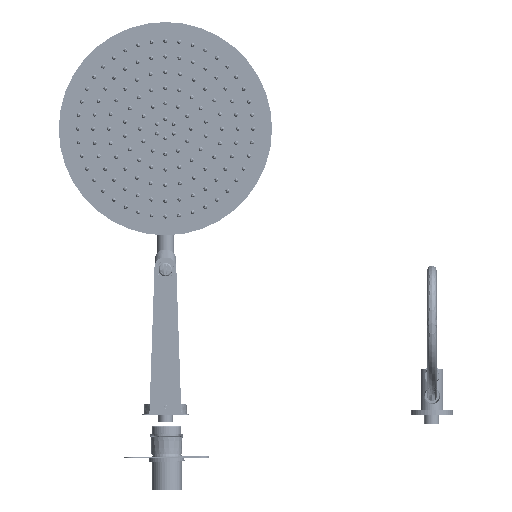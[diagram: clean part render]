
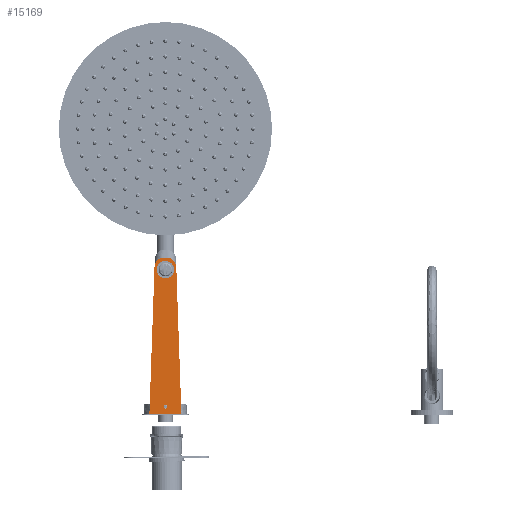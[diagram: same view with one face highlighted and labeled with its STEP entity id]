
A CAD part, front view. The second image highlights one B-rep face of the part: STEP entity #15169.
In plain terms, the highlighted planar face has unit normal (0, -1, 0).
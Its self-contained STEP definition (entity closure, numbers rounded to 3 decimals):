
#3120 = DIRECTION ( 'NONE',  ( 1., 0., 0. ) ) ;
#6117 = VERTEX_POINT ( 'NONE', #74529 ) ;
#7676 = ORIENTED_EDGE ( 'NONE', *, *, #20221, .F. ) ;
#12868 = EDGE_LOOP ( 'NONE', ( #225165, #94757 ) ) ;
#13524 = LINE ( 'NONE', #132738, #253285 ) ;
#13877 = VECTOR ( 'NONE', #40091, 1000. ) ;
#15169 = ADVANCED_FACE ( 'NONE', ( #216958, #199516, #36179 ), #115195, .T. ) ;
#16748 = CARTESIAN_POINT ( 'NONE',  ( 15.034, -448.893, 403.563 ) ) ;
#18316 = CIRCLE ( 'NONE', #253398, 12.25 ) ;
#18894 = EDGE_CURVE ( 'NONE', #105365, #258916, #34749, .T. ) ;
#20191 = VERTEX_POINT ( 'NONE', #105405 ) ;
#20221 = EDGE_CURVE ( 'NONE', #6117, #212941, #208485, .T. ) ;
#21353 = CIRCLE ( 'NONE', #222220, 2.6 ) ;
#28819 = CARTESIAN_POINT ( 'NONE',  ( 2.6, -448.893, 199.614 ) ) ;
#29018 = ORIENTED_EDGE ( 'NONE', *, *, #100893, .T. ) ;
#29407 = CARTESIAN_POINT ( 'NONE',  ( 0., -448.893, 199.614 ) ) ;
#34749 = CIRCLE ( 'NONE', #120170, 12.25 ) ;
#35167 = DIRECTION ( 'NONE',  ( 0., -1., 0. ) ) ;
#36179 = FACE_OUTER_BOUND ( 'NONE', #76131, .T. ) ;
#40091 = DIRECTION ( 'NONE',  ( -0.035, 0., 0.999 ) ) ;
#42231 = AXIS2_PLACEMENT_3D ( 'NONE', #96439, #262399, #117824 ) ;
#45907 = DIRECTION ( 'NONE',  ( 0.035, 0., 0.999 ) ) ;
#47865 = EDGE_CURVE ( 'NONE', #92370, #75881, #249404, .T. ) ;
#50250 = ORIENTED_EDGE ( 'NONE', *, *, #47865, .F. ) ;
#56572 = DIRECTION ( 'NONE',  ( 1., 0., 0. ) ) ;
#59155 = EDGE_CURVE ( 'NONE', #92370, #59858, #13524, .T. ) ;
#59858 = VERTEX_POINT ( 'NONE', #252623 ) ;
#63781 = AXIS2_PLACEMENT_3D ( 'NONE', #29407, #96291, #195409 ) ;
#74529 = CARTESIAN_POINT ( 'NONE',  ( -2.632, -448.893, 409.089 ) ) ;
#75881 = VERTEX_POINT ( 'NONE', #241325 ) ;
#76131 = EDGE_LOOP ( 'NONE', ( #232481, #29018, #184998, #7676, #120019, #50250 ) ) ;
#84778 = CARTESIAN_POINT ( 'NONE',  ( -22.5, -448.893, 189.767 ) ) ;
#85408 = CARTESIAN_POINT ( 'NONE',  ( -15.034, -448.893, 403.563 ) ) ;
#92370 = VERTEX_POINT ( 'NONE', #222147 ) ;
#94757 = ORIENTED_EDGE ( 'NONE', *, *, #163552, .T. ) ;
#95967 = VERTEX_POINT ( 'NONE', #28819 ) ;
#96291 = DIRECTION ( 'NONE',  ( 0., 1., 0. ) ) ;
#96439 = CARTESIAN_POINT ( 'NONE',  ( 22.5, -448.893, 189.767 ) ) ;
#98475 = CARTESIAN_POINT ( 'NONE',  ( 9.83, -448.893, 409.089 ) ) ;
#98944 = DIRECTION ( 'NONE',  ( 0., -1., 0. ) ) ;
#100893 = EDGE_CURVE ( 'NONE', #59858, #117673, #141821, .T. ) ;
#102780 = DIRECTION ( 'NONE',  ( 1., 0., 0. ) ) ;
#105365 = VERTEX_POINT ( 'NONE', #264480 ) ;
#105405 = CARTESIAN_POINT ( 'NONE',  ( -2.6, -448.893, 199.614 ) ) ;
#107928 = VECTOR ( 'NONE', #102780, 1000. ) ;
#110854 = CARTESIAN_POINT ( 'NONE',  ( -12.25, -448.893, 392.29 ) ) ;
#111466 = EDGE_CURVE ( 'NONE', #258916, #105365, #18316, .T. ) ;
#115195 = PLANE ( 'NONE',  #42231 ) ;
#117673 = VERTEX_POINT ( 'NONE', #198271 ) ;
#117824 = DIRECTION ( 'NONE',  ( 1., 0., 0. ) ) ;
#118511 = CARTESIAN_POINT ( 'NONE',  ( 15.311, -448.893, 395.626 ) ) ;
#120019 = ORIENTED_EDGE ( 'NONE', *, *, #162777, .T. ) ;
#120170 = AXIS2_PLACEMENT_3D ( 'NONE', #218565, #35167, #56572 ) ;
#124165 = CARTESIAN_POINT ( 'NONE',  ( 22.5, -448.893, 409.089 ) ) ;
#127480 = VECTOR ( 'NONE', #45907, 1000. ) ;
#132738 = CARTESIAN_POINT ( 'NONE',  ( -22.5, -448.893, 189.767 ) ) ;
#138980 = CARTESIAN_POINT ( 'NONE',  ( 2.632, -448.893, 409.089 ) ) ;
#138999 = EDGE_LOOP ( 'NONE', ( #217167, #155819 ) ) ;
#141821 = LINE ( 'NONE', #145755, #13877 ) ;
#143024 = CARTESIAN_POINT ( 'NONE',  ( -9.83, -448.893, 409.089 ) ) ;
#145755 = CARTESIAN_POINT ( 'NONE',  ( 22.5, -448.893, 189.767 ) ) ;
#155819 = ORIENTED_EDGE ( 'NONE', *, *, #18894, .F. ) ;
#162777 = EDGE_CURVE ( 'NONE', #6117, #75881, #211273, .T. ) ;
#163552 = EDGE_CURVE ( 'NONE', #20191, #95967, #187804, .T. ) ;
#166520 = DIRECTION ( 'NONE',  ( 0., 1., 0. ) ) ;
#180610 = DIRECTION ( 'NONE',  ( 1., 0., 0. ) ) ;
#183030 = EDGE_CURVE ( 'NONE', #117673, #212941, #215142, .T. ) ;
#184998 = ORIENTED_EDGE ( 'NONE', *, *, #183030, .T. ) ;
#186283 = EDGE_CURVE ( 'NONE', #95967, #20191, #21353, .T. ) ;
#187804 = CIRCLE ( 'NONE', #63781, 2.6 ) ;
#189221 = CARTESIAN_POINT ( 'NONE',  ( 0., -448.893, 199.614 ) ) ;
#195409 = DIRECTION ( 'NONE',  ( 1., 0., 0. ) ) ;
#198271 = CARTESIAN_POINT ( 'NONE',  ( 15.311, -448.893, 395.626 ) ) ;
#199516 = FACE_BOUND ( 'NONE', #138999, .T. ) ;
#208485 = LINE ( 'NONE', #124165, #107928 ) ;
#209869 = CARTESIAN_POINT ( 'NONE',  ( -15.311, -448.893, 395.626 ) ) ;
#211273 =( BOUNDED_CURVE ( )  B_SPLINE_CURVE ( 3, ( #251325, #143024, #85408, #209869 ),
 .UNSPECIFIED., .F., .F. ) 
 B_SPLINE_CURVE_WITH_KNOTS ( ( 4, 4 ),
 ( 0.032, 1.571 ),
 .UNSPECIFIED. ) 
 CURVE ( )  GEOMETRIC_REPRESENTATION_ITEM ( )  RATIONAL_B_SPLINE_CURVE ( ( 1., 0.812, 0.812, 1. ) ) 
 REPRESENTATION_ITEM ( '' )  );
#211801 = DIRECTION ( 'NONE',  ( 1., 0., 0. ) ) ;
#212941 = VERTEX_POINT ( 'NONE', #138980 ) ;
#215142 =( BOUNDED_CURVE ( )  B_SPLINE_CURVE ( 3, ( #118511, #16748, #98475, #221586 ),
 .UNSPECIFIED., .F., .F. ) 
 B_SPLINE_CURVE_WITH_KNOTS ( ( 4, 4 ),
 ( 1.571, 3.11 ),
 .UNSPECIFIED. ) 
 CURVE ( )  GEOMETRIC_REPRESENTATION_ITEM ( )  RATIONAL_B_SPLINE_CURVE ( ( 1., 0.812, 0.812, 1. ) ) 
 REPRESENTATION_ITEM ( '' )  );
#216958 = FACE_BOUND ( 'NONE', #12868, .T. ) ;
#217167 = ORIENTED_EDGE ( 'NONE', *, *, #111466, .F. ) ;
#218565 = CARTESIAN_POINT ( 'NONE',  ( 0., -448.893, 392.29 ) ) ;
#221586 = CARTESIAN_POINT ( 'NONE',  ( 2.632, -448.893, 409.089 ) ) ;
#222147 = CARTESIAN_POINT ( 'NONE',  ( -22.5, -448.893, 189.767 ) ) ;
#222220 = AXIS2_PLACEMENT_3D ( 'NONE', #189221, #166520, #3120 ) ;
#225165 = ORIENTED_EDGE ( 'NONE', *, *, #186283, .T. ) ;
#232481 = ORIENTED_EDGE ( 'NONE', *, *, #59155, .T. ) ;
#241325 = CARTESIAN_POINT ( 'NONE',  ( -15.311, -448.893, 395.626 ) ) ;
#249404 = LINE ( 'NONE', #84778, #127480 ) ;
#251325 = CARTESIAN_POINT ( 'NONE',  ( -2.632, -448.893, 409.089 ) ) ;
#252623 = CARTESIAN_POINT ( 'NONE',  ( 22.5, -448.893, 189.767 ) ) ;
#253285 = VECTOR ( 'NONE', #211801, 1000. ) ;
#253398 = AXIS2_PLACEMENT_3D ( 'NONE', #262257, #98944, #180610 ) ;
#258916 = VERTEX_POINT ( 'NONE', #110854 ) ;
#262257 = CARTESIAN_POINT ( 'NONE',  ( 0., -448.893, 392.29 ) ) ;
#262399 = DIRECTION ( 'NONE',  ( 0., -1., 0. ) ) ;
#264480 = CARTESIAN_POINT ( 'NONE',  ( 12.25, -448.893, 392.29 ) ) ;
